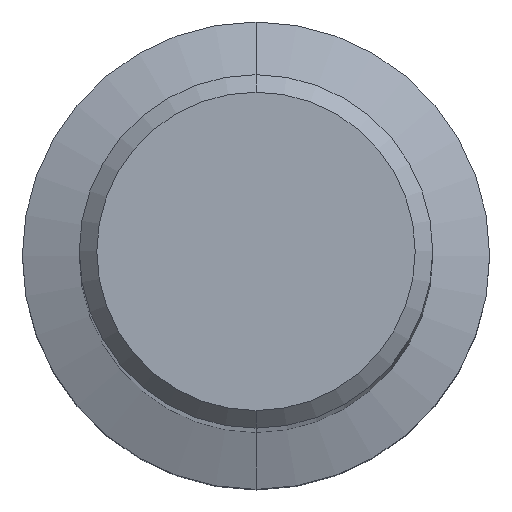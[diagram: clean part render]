
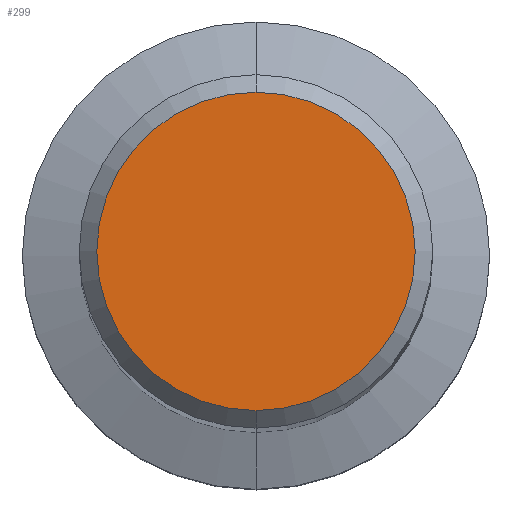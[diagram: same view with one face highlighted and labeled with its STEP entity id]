
A CAD part, top view. The second image highlights one B-rep face of the part: STEP entity #299.
In plain terms, the highlighted planar face has unit normal (0, 0, 1).
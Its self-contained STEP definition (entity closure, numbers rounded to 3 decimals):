
#299=ADVANCED_FACE('',(#664),#665,.T.);
#309=VERTEX_POINT('',#675);
#363=EDGE_CURVE('',#309,#365,#736,.T.);
#365=VERTEX_POINT('',#738);
#369=EDGE_CURVE('',#365,#309,#742,.T.);
#664=FACE_OUTER_BOUND('',#1123,.T.);
#665=PLANE('',#1124);
#675=CARTESIAN_POINT('',(0.0,5.45,0.0));
#736=CIRCLE('',#1315,5.45);
#738=CARTESIAN_POINT('',(0.,-5.45,0.0));
#742=CIRCLE('',#1322,5.45);
#1123=EDGE_LOOP('',(#1824,#1825));
#1124=AXIS2_PLACEMENT_3D('',#1826,#1827,#1828);
#1315=AXIS2_PLACEMENT_3D('',#1893,#1894,#1895);
#1322=AXIS2_PLACEMENT_3D('',#1896,#1897,#1898);
#1824=ORIENTED_EDGE('',*,*,#363,.F.);
#1825=ORIENTED_EDGE('',*,*,#369,.F.);
#1826=CARTESIAN_POINT('',(0.0,2.725,0.0));
#1827=DIRECTION('',(-0.0,0.0,1.0));
#1828=DIRECTION('',(0.0,-1.0,0.0));
#1893=CARTESIAN_POINT('',(0.0,0.0,0.0));
#1894=DIRECTION('',(0.0,0.0,-1.0));
#1895=DIRECTION('',(0.0,1.0,0.0));
#1896=CARTESIAN_POINT('',(0.0,0.0,0.0));
#1897=DIRECTION('',(0.0,0.0,-1.0));
#1898=DIRECTION('',(0.0,1.0,0.0));
